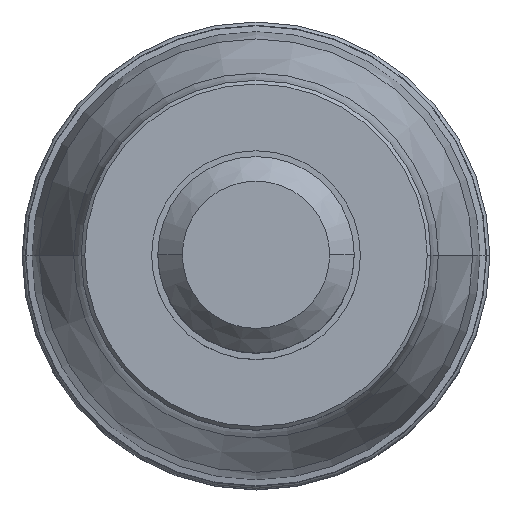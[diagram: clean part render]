
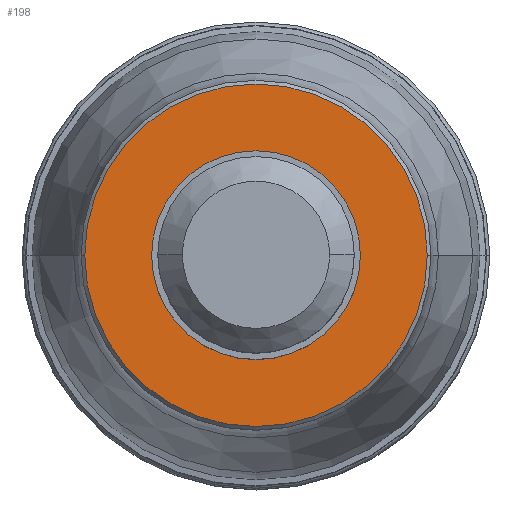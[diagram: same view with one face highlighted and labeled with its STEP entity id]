
A CAD part, top view. The second image highlights one B-rep face of the part: STEP entity #198.
In plain terms, the highlighted planar face has unit normal (0, 0, 1).
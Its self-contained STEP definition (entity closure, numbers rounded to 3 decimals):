
#28=PLANE('',#1654);
#33=FACE_BOUND('',#387,.T.);
#34=FACE_BOUND('',#388,.T.);
#198=ADVANCED_FACE('',(#33,#34),#28,.F.);
#387=EDGE_LOOP('',(#655,#656,#657,#658));
#388=EDGE_LOOP('',(#659,#660));
#655=ORIENTED_EDGE('',*,*,#1045,.T.);
#656=ORIENTED_EDGE('',*,*,#1049,.T.);
#657=ORIENTED_EDGE('',*,*,#1048,.T.);
#658=ORIENTED_EDGE('',*,*,#1046,.T.);
#659=ORIENTED_EDGE('',*,*,#1050,.T.);
#660=ORIENTED_EDGE('',*,*,#1051,.T.);
#880=VERTEX_POINT('',#3598);
#881=VERTEX_POINT('',#3600);
#882=VERTEX_POINT('',#3602);
#883=VERTEX_POINT('',#3606);
#884=VERTEX_POINT('',#3610);
#885=VERTEX_POINT('',#3611);
#1045=EDGE_CURVE('',#881,#880,#1271,.T.);
#1046=EDGE_CURVE('',#882,#881,#1272,.T.);
#1048=EDGE_CURVE('',#883,#882,#1273,.T.);
#1049=EDGE_CURVE('',#880,#883,#1274,.T.);
#1050=EDGE_CURVE('',#884,#885,#1275,.T.);
#1051=EDGE_CURVE('',#885,#884,#1276,.T.);
#1271=CIRCLE('',#1646,13.95);
#1272=CIRCLE('',#1647,13.95);
#1273=CIRCLE('',#1649,13.95);
#1274=CIRCLE('',#1650,13.95);
#1275=CIRCLE('',#1652,8.5);
#1276=CIRCLE('',#1653,8.5);
#1646=AXIS2_PLACEMENT_3D('',#3599,#2019,#2020);
#1647=AXIS2_PLACEMENT_3D('',#3601,#2021,#2022);
#1649=AXIS2_PLACEMENT_3D('',#3605,#2026,#2027);
#1650=AXIS2_PLACEMENT_3D('',#3607,#2028,#2029);
#1652=AXIS2_PLACEMENT_3D('',#3609,#2032,#2033);
#1653=AXIS2_PLACEMENT_3D('',#3612,#2034,#2035);
#1654=AXIS2_PLACEMENT_3D('',#3613,#2036,#2037);
#2019=DIRECTION('',(0.,0.,1.));
#2020=DIRECTION('',(0.,1.,0.));
#2021=DIRECTION('',(0.,0.,1.));
#2022=DIRECTION('',(1.,0.,0.));
#2026=DIRECTION('',(0.,0.,1.));
#2027=DIRECTION('',(0.,-1.,0.));
#2028=DIRECTION('',(0.,0.,1.));
#2029=DIRECTION('',(-1.,0.,0.));
#2032=DIRECTION('',(0.,0.,-1.));
#2033=DIRECTION('',(-1.,0.,0.));
#2034=DIRECTION('',(0.,0.,-1.));
#2035=DIRECTION('',(1.,0.,0.));
#2036=DIRECTION('',(0.,0.,-1.));
#2037=DIRECTION('',(1.,0.,0.));
#3598=CARTESIAN_POINT('',(-13.95,0.,0.));
#3599=CARTESIAN_POINT('',(0.,0.,0.));
#3600=CARTESIAN_POINT('',(0.,13.95,0.));
#3601=CARTESIAN_POINT('',(0.,0.,0.));
#3602=CARTESIAN_POINT('',(13.95,0.,0.));
#3605=CARTESIAN_POINT('',(0.,0.,0.));
#3606=CARTESIAN_POINT('',(0.,-13.95,0.));
#3607=CARTESIAN_POINT('',(0.,0.,0.));
#3609=CARTESIAN_POINT('',(0.,0.,0.));
#3610=CARTESIAN_POINT('',(-8.5,0.,0.));
#3611=CARTESIAN_POINT('',(8.5,0.,0.));
#3612=CARTESIAN_POINT('',(0.,0.,0.));
#3613=CARTESIAN_POINT('',(0.,0.,0.));
